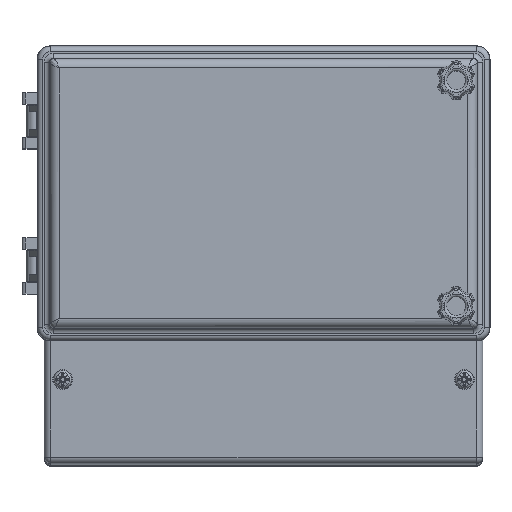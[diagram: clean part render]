
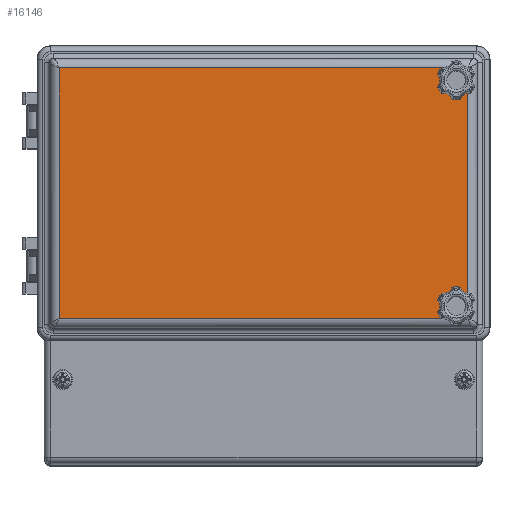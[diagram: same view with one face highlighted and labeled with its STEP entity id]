
A CAD part, top view. The second image highlights one B-rep face of the part: STEP entity #16146.
In plain terms, the highlighted planar face has unit normal (0, 0, 1).
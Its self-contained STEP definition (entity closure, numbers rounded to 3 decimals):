
#587=FACE_BOUND('',#3783,.T.);
#588=FACE_BOUND('',#3784,.T.);
#1595=CIRCLE('',#17635,3.2);
#1597=CIRCLE('',#17639,3.2);
#2662=FACE_OUTER_BOUND('',#3782,.T.);
#3782=EDGE_LOOP('',(#13968,#13969,#13970,#13971));
#3783=EDGE_LOOP('',(#13972));
#3784=EDGE_LOOP('',(#13973));
#5202=LINE('',#28110,#6481);
#5204=LINE('',#28136,#6483);
#5205=LINE('',#28159,#6484);
#5206=LINE('',#28171,#6485);
#6481=VECTOR('',#21974,10.);
#6483=VECTOR('',#21978,10.);
#6484=VECTOR('',#21981,10.);
#6485=VECTOR('',#21984,10.);
#7717=VERTEX_POINT('',#27514);
#7719=VERTEX_POINT('',#27520);
#7804=VERTEX_POINT('',#28086);
#7806=VERTEX_POINT('',#28099);
#7809=VERTEX_POINT('',#28125);
#7810=VERTEX_POINT('',#28148);
#9716=EDGE_CURVE('',#7717,#7717,#1595,.T.);
#9718=EDGE_CURVE('',#7719,#7719,#1597,.T.);
#9877=EDGE_CURVE('',#7806,#7804,#5202,.T.);
#9881=EDGE_CURVE('',#7809,#7806,#5204,.T.);
#9884=EDGE_CURVE('',#7810,#7809,#5205,.T.);
#9886=EDGE_CURVE('',#7804,#7810,#5206,.T.);
#13968=ORIENTED_EDGE('',*,*,#9877,.F.);
#13969=ORIENTED_EDGE('',*,*,#9881,.F.);
#13970=ORIENTED_EDGE('',*,*,#9884,.F.);
#13971=ORIENTED_EDGE('',*,*,#9886,.F.);
#13972=ORIENTED_EDGE('',*,*,#9716,.T.);
#13973=ORIENTED_EDGE('',*,*,#9718,.T.);
#15363=PLANE('',#17790);
#16146=ADVANCED_FACE('',(#2662,#587,#588),#15363,.T.);
#17635=AXIS2_PLACEMENT_3D('',#27515,#21608,#21609);
#17639=AXIS2_PLACEMENT_3D('',#27521,#21616,#21617);
#17790=AXIS2_PLACEMENT_3D('',#28380,#21995,#21996);
#21608=DIRECTION('center_axis',(0.,0.,-1.));
#21609=DIRECTION('ref_axis',(-1.,0.,0.));
#21616=DIRECTION('center_axis',(0.,0.,-1.));
#21617=DIRECTION('ref_axis',(-1.,0.,0.));
#21974=DIRECTION('',(-1.,0.,0.));
#21978=DIRECTION('',(0.,-1.,0.));
#21981=DIRECTION('',(1.,0.,0.));
#21984=DIRECTION('',(0.,1.,0.));
#21995=DIRECTION('center_axis',(0.,0.,1.));
#21996=DIRECTION('ref_axis',(1.,0.,0.));
#27514=CARTESIAN_POINT('',(-69.3,42.5,22.7));
#27515=CARTESIAN_POINT('Origin',(-72.5,42.5,22.7));
#27520=CARTESIAN_POINT('',(-69.3,-42.5,22.7));
#27521=CARTESIAN_POINT('Origin',(-72.5,-42.5,22.7));
#28086=CARTESIAN_POINT('',(-76.914,-47.164,22.7));
#28099=CARTESIAN_POINT('',(76.914,-47.164,22.7));
#28110=CARTESIAN_POINT('',(39.536,-47.164,22.7));
#28125=CARTESIAN_POINT('',(76.914,47.164,22.7));
#28136=CARTESIAN_POINT('',(76.914,24.661,22.7));
#28148=CARTESIAN_POINT('',(-76.914,47.164,22.7));
#28159=CARTESIAN_POINT('',(-39.536,47.164,22.7));
#28171=CARTESIAN_POINT('',(-76.914,-24.661,22.7));
#28380=CARTESIAN_POINT('Origin',(0.,0.,
22.7));
